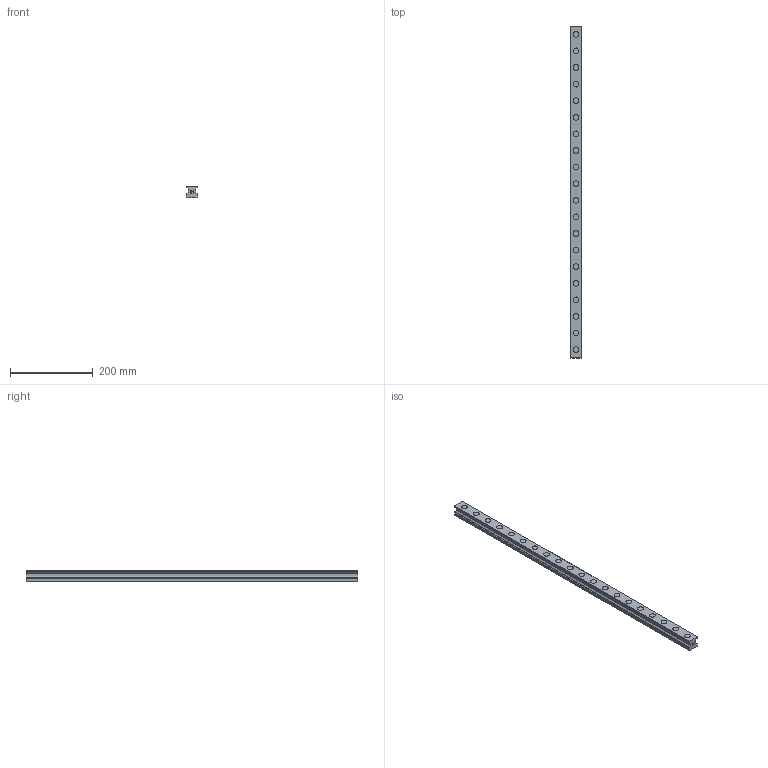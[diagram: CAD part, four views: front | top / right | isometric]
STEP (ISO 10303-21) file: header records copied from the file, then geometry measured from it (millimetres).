
FILE_DESCRIPTION(('STEP AP214'),'1');
FILE_NAME('cctmp_7CAA3AF6-ACAE-4EF8-B44A-018E3B0D4F43_2021_03_11_14_20_53_0853..stp','2021-03-11T13:20:53',('HIWIN GmbH'),('CADClick - www.CADClick.com'),'Spatial InterOp 3D',' ','unknown authorization');
FILE_SCHEMA(('AUTOMOTIVE_DESIGN'));
Length unit declared in the file: millimetre
Products named in the file (1): RGR30R800H_FILE
Bounding box: 28 x 800 x 28 mm (x, y, z)
Volume: 459091.1 mm3; surface area: 119594.6 mm2
Topology: 1 solids, 1 shells, 295 faces, 687 edges, 458 vertices
Faces by surface type: plane 157, cylinder 138
Entity records: 10881 total; most frequent: DIRECTION 1555, CARTESIAN_POINT 1441, ORIENTED_EDGE 1374, EDGE_CURVE 687, AXIS2_PLACEMENT_3D 572, VERTEX_POINT 458, LINE 411, VECTOR 411
